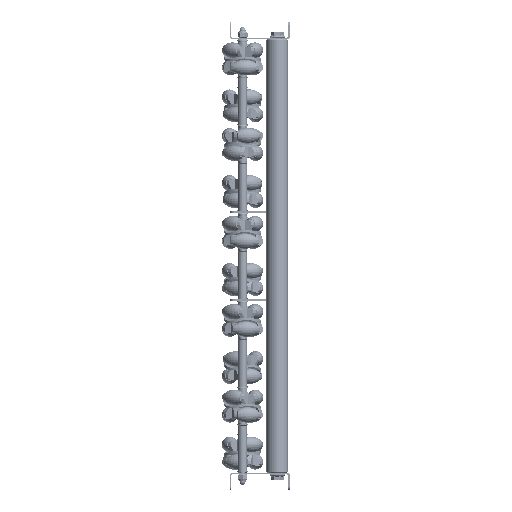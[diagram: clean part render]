
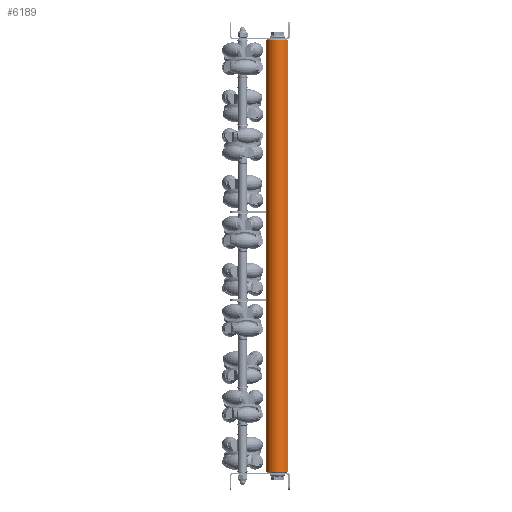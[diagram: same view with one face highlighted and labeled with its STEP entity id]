
A CAD part, left-side view. The second image highlights one B-rep face of the part: STEP entity #6189.
In plain terms, the highlighted cylindrical face has radius 12.5 mm (diameter 25 mm), a partial arc.
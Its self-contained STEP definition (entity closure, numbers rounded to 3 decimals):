
#56 = DIRECTION ( 'NONE',  ( -1., 0., 0. ) ) ;
#1408 = CYLINDRICAL_SURFACE ( 'NONE', #1741, 12.5 ) ;
#1741 = AXIS2_PLACEMENT_3D ( 'NONE', #14209, #56, #16925 ) ;
#1923 = VECTOR ( 'NONE', #3035, 1000. ) ;
#2578 = LINE ( 'NONE', #8410, #18207 ) ;
#3035 = DIRECTION ( 'NONE',  ( -1., 0., 0. ) ) ;
#3790 = CARTESIAN_POINT ( 'NONE',  ( 499., 0., 0. ) ) ;
#4545 = AXIS2_PLACEMENT_3D ( 'NONE', #10899, #14107, #8267 ) ;
#4839 = CIRCLE ( 'NONE', #4545, 12.5 ) ;
#5761 = FACE_OUTER_BOUND ( 'NONE', #7827, .T. ) ;
#6189 = ADVANCED_FACE ( 'NONE', ( #5761 ), #1408, .T. ) ;
#6333 = ORIENTED_EDGE ( 'NONE', *, *, #8825, .F. ) ;
#6756 = DIRECTION ( 'NONE',  ( -1., 0., 0. ) ) ;
#6968 = DIRECTION ( 'NONE',  ( -1., 0., 0. ) ) ;
#7216 = EDGE_CURVE ( 'NONE', #10377, #7968, #4839, .T. ) ;
#7783 = VERTEX_POINT ( 'NONE', #18613 ) ;
#7804 = CARTESIAN_POINT ( 'NONE',  ( 500., 0., 12.5 ) ) ;
#7827 = EDGE_LOOP ( 'NONE', ( #6333, #11580, #12072, #12247 ) ) ;
#7968 = VERTEX_POINT ( 'NONE', #15394 ) ;
#8267 = DIRECTION ( 'NONE',  ( 0., 0., -1. ) ) ;
#8365 = CIRCLE ( 'NONE', #17676, 12.5 ) ;
#8410 = CARTESIAN_POINT ( 'NONE',  ( 500., 0., -12.5 ) ) ;
#8825 = EDGE_CURVE ( 'NONE', #7783, #7968, #2578, .T. ) ;
#10172 = CARTESIAN_POINT ( 'NONE',  ( 499., 0., 12.5 ) ) ;
#10377 = VERTEX_POINT ( 'NONE', #17051 ) ;
#10899 = CARTESIAN_POINT ( 'NONE',  ( 1., 0., 0. ) ) ;
#11404 = EDGE_CURVE ( 'NONE', #12768, #10377, #17878, .T. ) ;
#11580 = ORIENTED_EDGE ( 'NONE', *, *, #15464, .T. ) ;
#12072 = ORIENTED_EDGE ( 'NONE', *, *, #11404, .T. ) ;
#12247 = ORIENTED_EDGE ( 'NONE', *, *, #7216, .T. ) ;
#12768 = VERTEX_POINT ( 'NONE', #10172 ) ;
#14107 = DIRECTION ( 'NONE',  ( 1., 0., 0. ) ) ;
#14209 = CARTESIAN_POINT ( 'NONE',  ( 500., 0., 0. ) ) ;
#14681 = DIRECTION ( 'NONE',  ( 0., 0., -1. ) ) ;
#15394 = CARTESIAN_POINT ( 'NONE',  ( 1., 0., -12.5 ) ) ;
#15464 = EDGE_CURVE ( 'NONE', #7783, #12768, #8365, .T. ) ;
#16925 = DIRECTION ( 'NONE',  ( 0., 0., 1. ) ) ;
#17051 = CARTESIAN_POINT ( 'NONE',  ( 1., 0., 12.5 ) ) ;
#17676 = AXIS2_PLACEMENT_3D ( 'NONE', #3790, #6756, #14681 ) ;
#17878 = LINE ( 'NONE', #7804, #1923 ) ;
#18207 = VECTOR ( 'NONE', #6968, 1000. ) ;
#18613 = CARTESIAN_POINT ( 'NONE',  ( 499., 0., -12.5 ) ) ;
